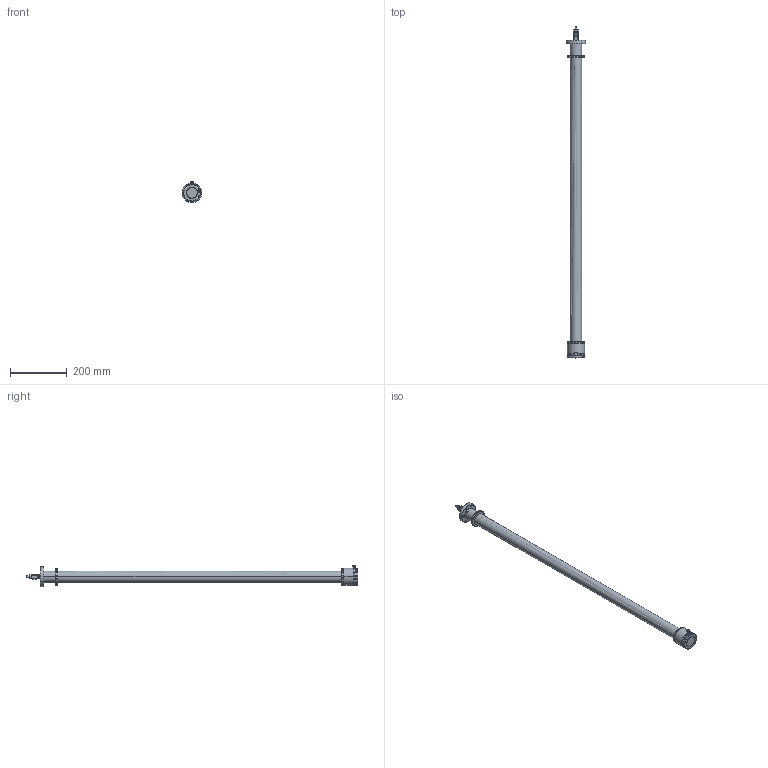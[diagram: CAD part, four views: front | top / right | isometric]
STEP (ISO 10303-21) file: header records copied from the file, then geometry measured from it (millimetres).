
FILE_DESCRIPTION(('CATIA V5 STEP Exchange','CAx-IF Rec.Pracs.--- Model Styling and Organization---1.2---2011-12-15'),'2;1');
FILE_NAME('RMD40(H)-1000-0050.stp','2020-02-24T15:36:47+00:00',('none'),('none'),'CATIA Version 5 Release 21 SP 6 (IN-10)','CATIA V5 STEP AP214','none');
FILE_SCHEMA(('AUTOMOTIVE_DESIGN { 1 0 10303 214 1 1 1 1 }'));
Length unit declared in the file: millimetre
Products named in the file (1): RMD40(H)-1000-0050
Bounding box: 69.49 x 1169.86 x 75.24 mm (x, y, z)
Volume: 381242.6 mm3; surface area: 453478.4 mm2
Topology: 2 solids, 20 shells, 963 faces, 2405 edges, 1507 vertices
Faces by surface type: cylinder 384, plane 346, cone 133, torus 66, sphere 34
Entity records: 28438 total; most frequent: CARTESIAN_POINT 6905, ORIENTED_EDGE 4794, DIRECTION 3249, EDGE_CURVE 2397, AXIS2_PLACEMENT_3D 1667, VERTEX_POINT 1507, EDGE_LOOP 1120, CIRCLE 1091
